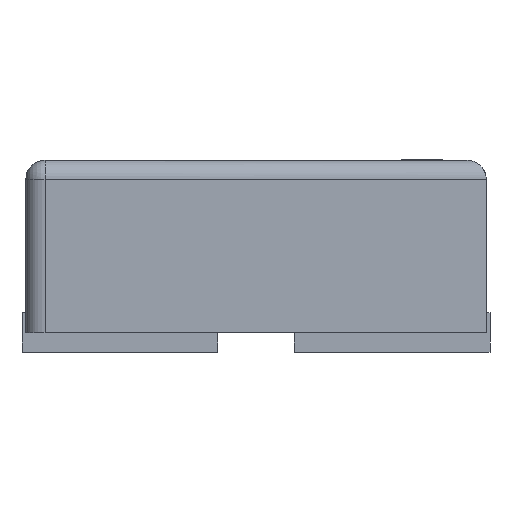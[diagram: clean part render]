
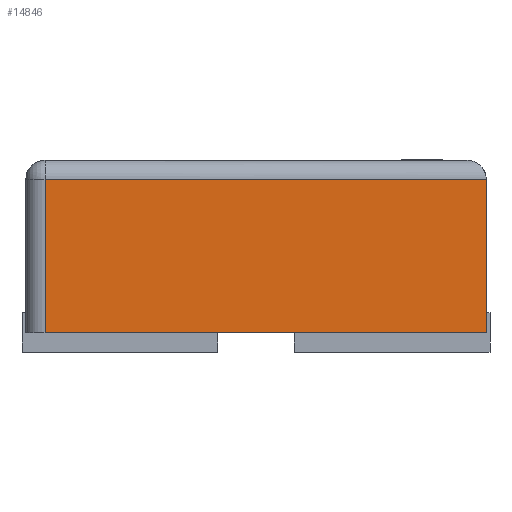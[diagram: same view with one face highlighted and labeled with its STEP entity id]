
A CAD part, left-side view. The second image highlights one B-rep face of the part: STEP entity #14846.
In plain terms, the highlighted planar face has unit normal (-1, 0, 0).
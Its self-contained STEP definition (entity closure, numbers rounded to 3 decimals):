
#829 = ORIENTED_EDGE ( 'NONE', *, *, #14090, .T. ) ;
#1237 = LINE ( 'NONE', #3288, #8887 ) ;
#1984 = LINE ( 'NONE', #11226, #16822 ) ;
#2846 = EDGE_CURVE ( 'NONE', #11490, #5565, #1237, .T. ) ;
#2857 = AXIS2_PLACEMENT_3D ( 'NONE', #25964, #7927, #8068 ) ;
#3037 = CARTESIAN_POINT ( 'NONE',  ( -1.1, 0.55, 0.5 ) ) ;
#3288 = CARTESIAN_POINT ( 'NONE',  ( -1.1, 0.6, 0.45 ) ) ;
#5565 = VERTEX_POINT ( 'NONE', #27035 ) ;
#7016 = DIRECTION ( 'NONE',  ( 0., 0., -1. ) ) ;
#7813 = VECTOR ( 'NONE', #7016, 1000. ) ;
#7927 = DIRECTION ( 'NONE',  ( 1., 0., 0. ) ) ;
#8068 = DIRECTION ( 'NONE',  ( 0., 1., 0. ) ) ;
#8446 = EDGE_CURVE ( 'NONE', #5565, #25713, #22686, .T. ) ;
#8887 = VECTOR ( 'NONE', #25594, 1000. ) ;
#9134 = FACE_OUTER_BOUND ( 'NONE', #28628, .T. ) ;
#11226 = CARTESIAN_POINT ( 'NONE',  ( -1.1, 0.6, 0.05 ) ) ;
#11490 = VERTEX_POINT ( 'NONE', #13923 ) ;
#11703 = CARTESIAN_POINT ( 'NONE',  ( -1.1, 0.55, 0.05 ) ) ;
#13003 = VECTOR ( 'NONE', #15319, 1000. ) ;
#13923 = CARTESIAN_POINT ( 'NONE',  ( -1.1, -0.6, 0.45 ) ) ;
#14090 = EDGE_CURVE ( 'NONE', #25713, #20624, #1984, .T. ) ;
#14846 = ADVANCED_FACE ( 'NONE', ( #9134 ), #27045, .F. ) ;
#15319 = DIRECTION ( 'NONE',  ( 0., 0., -1. ) ) ;
#15609 = DIRECTION ( 'NONE',  ( 0., -1., 0. ) ) ;
#16508 = ORIENTED_EDGE ( 'NONE', *, *, #8446, .T. ) ;
#16822 = VECTOR ( 'NONE', #15609, 1000. ) ;
#19366 = CARTESIAN_POINT ( 'NONE',  ( -1.1, -0.6, 0.05 ) ) ;
#20624 = VERTEX_POINT ( 'NONE', #19366 ) ;
#22686 = LINE ( 'NONE', #3037, #7813 ) ;
#23983 = CARTESIAN_POINT ( 'NONE',  ( -1.1, -0.6, 0.5 ) ) ;
#24211 = ORIENTED_EDGE ( 'NONE', *, *, #29012, .F. ) ;
#25594 = DIRECTION ( 'NONE',  ( 0., 1., 0. ) ) ;
#25713 = VERTEX_POINT ( 'NONE', #11703 ) ;
#25964 = CARTESIAN_POINT ( 'NONE',  ( -1.1, 0.6, 0.5 ) ) ;
#27035 = CARTESIAN_POINT ( 'NONE',  ( -1.1, 0.55, 0.45 ) ) ;
#27045 = PLANE ( 'NONE',  #2857 ) ;
#27879 = LINE ( 'NONE', #23983, #13003 ) ;
#28628 = EDGE_LOOP ( 'NONE', ( #28957, #16508, #829, #24211 ) ) ;
#28957 = ORIENTED_EDGE ( 'NONE', *, *, #2846, .T. ) ;
#29012 = EDGE_CURVE ( 'NONE', #11490, #20624, #27879, .T. ) ;
